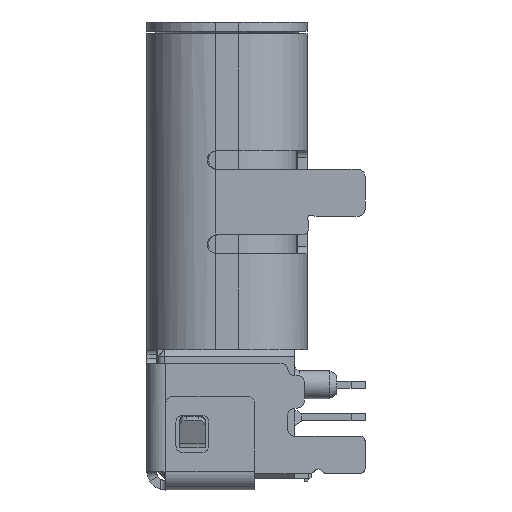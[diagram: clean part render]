
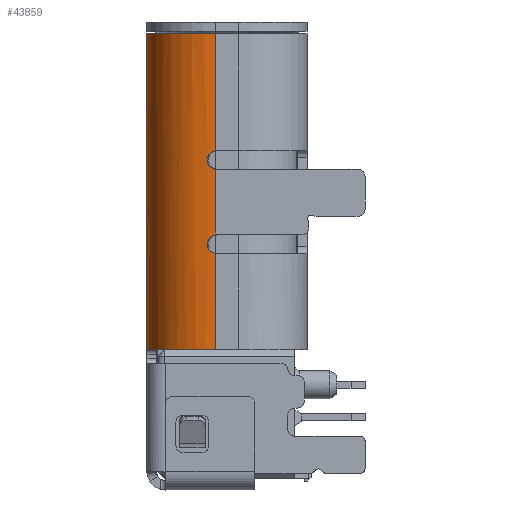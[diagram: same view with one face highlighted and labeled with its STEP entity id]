
A CAD part, left-side view. The second image highlights one B-rep face of the part: STEP entity #43859.
In plain terms, the highlighted cylindrical face has radius 1.46 mm (diameter 2.92 mm), a partial arc.
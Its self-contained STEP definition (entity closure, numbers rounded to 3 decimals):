
#1617=B_SPLINE_CURVE_WITH_KNOTS('',3,(#60197,#60198,#60199,#60200),
 .UNSPECIFIED.,.F.,.F.,(4,4),(0.,0.),
 .UNSPECIFIED.);
#1678=B_SPLINE_CURVE_WITH_KNOTS('',3,(#63875,#63876,#63877,#63878,#63879),
 .UNSPECIFIED.,.F.,.F.,(4,1,4),(0.,0.,
0.001),.UNSPECIFIED.);
#1679=B_SPLINE_CURVE_WITH_KNOTS('',3,(#63882,#63883,#63884,#63885,#63886),
 .UNSPECIFIED.,.F.,.F.,(4,1,4),(0.,0.,
0.001),.UNSPECIFIED.);
#4301=LINE('',#62592,#8036);
#4377=LINE('',#62856,#8112);
#4519=LINE('',#63503,#8254);
#4531=LINE('',#63881,#8266);
#8036=VECTOR('',#52290,1000.);
#8112=VECTOR('',#52516,1000.);
#8254=VECTOR('',#53060,1000.);
#8266=VECTOR('',#53172,1000.);
#9460=CYLINDRICAL_SURFACE('',#46253,1.46);
#16233=ORIENTED_EDGE('',*,*,#20262,.T.);
#16234=ORIENTED_EDGE('',*,*,#21397,.T.);
#16235=ORIENTED_EDGE('',*,*,#20912,.T.);
#16236=ORIENTED_EDGE('',*,*,#22036,.T.);
#16237=ORIENTED_EDGE('',*,*,#22035,.T.);
#16238=ORIENTED_EDGE('',*,*,#22000,.F.);
#16239=ORIENTED_EDGE('',*,*,#22037,.T.);
#16240=ORIENTED_EDGE('',*,*,#21722,.T.);
#16241=ORIENTED_EDGE('',*,*,#21759,.T.);
#16242=ORIENTED_EDGE('',*,*,#21817,.T.);
#16243=ORIENTED_EDGE('',*,*,#20662,.T.);
#20262=EDGE_CURVE('',#24509,#24508,#26220,.T.);
#20662=EDGE_CURVE('',#24771,#24509,#1617,.T.);
#20912=EDGE_CURVE('',#23150,#24911,#26319,.T.);
#21397=EDGE_CURVE('',#24508,#23150,#26407,.T.);
#21722=EDGE_CURVE('',#25250,#25248,#4301,.T.);
#21759=EDGE_CURVE('',#25248,#25257,#26468,.T.);
#21817=EDGE_CURVE('',#25257,#24771,#4377,.T.);
#22000=EDGE_CURVE('',#25300,#25301,#4519,.T.);
#22035=EDGE_CURVE('',#25305,#25301,#1678,.T.);
#22036=EDGE_CURVE('',#24911,#25305,#4531,.T.);
#22037=EDGE_CURVE('',#25300,#25250,#1679,.T.);
#23150=VERTEX_POINT('',#55527);
#24508=VERTEX_POINT('',#59322);
#24509=VERTEX_POINT('',#59324);
#24771=VERTEX_POINT('',#60201);
#24911=VERTEX_POINT('',#60807);
#25248=VERTEX_POINT('',#62590);
#25250=VERTEX_POINT('',#62593);
#25257=VERTEX_POINT('',#62655);
#25300=VERTEX_POINT('',#63502);
#25301=VERTEX_POINT('',#63504);
#25305=VERTEX_POINT('',#63869);
#26220=CIRCLE('',#45144,1.46);
#26319=CIRCLE('',#45450,1.46);
#26407=CIRCLE('',#45696,1.46);
#26468=CIRCLE('',#45957,1.46);
#27849=EDGE_LOOP('',(#16233,#16234,#16235,#16236,#16237,#16238,#16239,#16240,
#16241,#16242,#16243));
#29705=FACE_BOUND('',#27849,.T.);
#43859=ADVANCED_FACE('',(#29705),#9460,.T.);
#45144=AXIS2_PLACEMENT_3D('',#59323,#49569,#49570);
#45450=AXIS2_PLACEMENT_3D('',#60808,#50709,#50710);
#45696=AXIS2_PLACEMENT_3D('',#61822,#51573,#51574);
#45957=AXIS2_PLACEMENT_3D('',#62656,#52375,#52376);
#46253=AXIS2_PLACEMENT_3D('',#63880,#53170,#53171);
#49569=DIRECTION('',(0.,0.,1.));
#49570=DIRECTION('',(1.,0.,0.));
#50709=DIRECTION('',(0.,0.,1.));
#50710=DIRECTION('',(1.,0.,0.));
#51573=DIRECTION('',(0.,0.,1.));
#51574=DIRECTION('',(1.,0.,0.));
#52290=DIRECTION('',(0.,0.,1.));
#52375=DIRECTION('',(0.,0.,-1.));
#52376=DIRECTION('',(1.,0.,0.));
#52516=DIRECTION('',(0.,0.,-1.));
#53060=DIRECTION('',(0.,0.,-1.));
#53170=DIRECTION('',(0.,0.,-1.));
#53171=DIRECTION('',(1.,0.,0.));
#53172=DIRECTION('',(0.,0.,1.));
#55527=CARTESIAN_POINT('',(-4.22,1.522,-4.5));
#59322=CARTESIAN_POINT('',(-4.122,1.62,-4.5));
#59323=CARTESIAN_POINT('',(-3.14,0.54,-4.5));
#59324=CARTESIAN_POINT('',(-3.24,1.997,-4.5));
#60197=CARTESIAN_POINT('',(-3.14,2.,-4.6));
#60198=CARTESIAN_POINT('',(-3.14,2.,-4.547));
#60199=CARTESIAN_POINT('',(-3.187,2.,-4.5));
#60200=CARTESIAN_POINT('',(-3.24,1.997,-4.5));
#60201=CARTESIAN_POINT('',(-3.14,2.,-4.6));
#60807=CARTESIAN_POINT('',(-4.6,0.54,-4.5));
#60808=CARTESIAN_POINT('',(-3.14,0.54,-4.5));
#61822=CARTESIAN_POINT('',(-3.14,0.54,-4.5));
#62590=CARTESIAN_POINT('',(-4.6,0.54,2.25));
#62592=CARTESIAN_POINT('',(-4.6,0.54,2.25));
#62593=CARTESIAN_POINT('',(-4.6,0.54,-0.252));
#62655=CARTESIAN_POINT('',(-3.14,2.,2.25));
#62656=CARTESIAN_POINT('',(-3.14,0.54,2.25));
#62856=CARTESIAN_POINT('',(-3.14,2.,2.25));
#63502=CARTESIAN_POINT('',(-4.6,0.54,-0.648));
#63503=CARTESIAN_POINT('',(-4.6,0.54,2.25));
#63504=CARTESIAN_POINT('',(-4.6,0.54,-2.052));
#63869=CARTESIAN_POINT('',(-4.6,0.54,-2.448));
#63875=CARTESIAN_POINT('',(-4.6,0.54,-2.448));
#63876=CARTESIAN_POINT('',(-4.6,0.636,-2.436));
#63877=CARTESIAN_POINT('',(-4.579,0.791,-2.25));
#63878=CARTESIAN_POINT('',(-4.6,0.636,-2.064));
#63879=CARTESIAN_POINT('',(-4.6,0.54,-2.052));
#63880=CARTESIAN_POINT('',(-3.14,0.54,2.25));
#63881=CARTESIAN_POINT('',(-4.6,0.54,2.25));
#63882=CARTESIAN_POINT('',(-4.6,0.54,-0.648));
#63883=CARTESIAN_POINT('',(-4.6,0.636,-0.636));
#63884=CARTESIAN_POINT('',(-4.579,0.791,-0.45));
#63885=CARTESIAN_POINT('',(-4.6,0.636,-0.264));
#63886=CARTESIAN_POINT('',(-4.6,0.54,-0.252));
